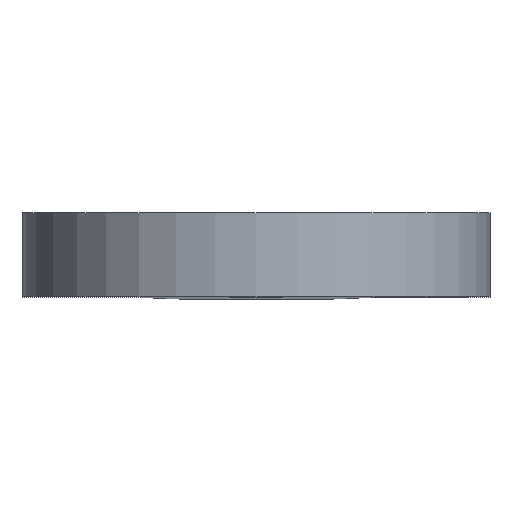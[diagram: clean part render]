
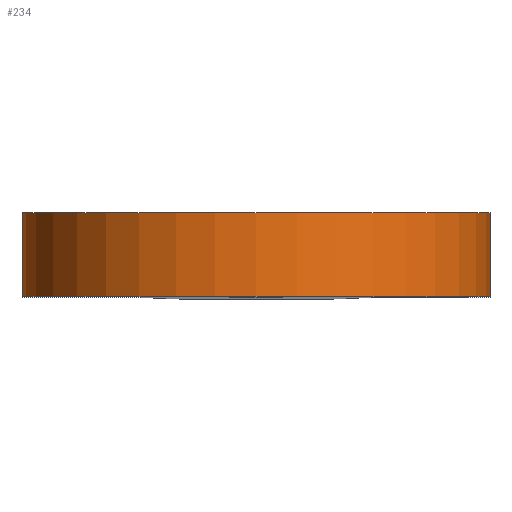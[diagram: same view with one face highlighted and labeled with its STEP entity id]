
A CAD part, top view. The second image highlights one B-rep face of the part: STEP entity #234.
In plain terms, the highlighted cylindrical face has radius 1.4 mm (diameter 2.8 mm), a partial arc.
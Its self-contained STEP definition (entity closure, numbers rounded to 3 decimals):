
#193=CARTESIAN_POINT('',(0.,0.25,3.1));
#194=DIRECTION('',(0.0,-1.0,0.0));
#195=DIRECTION('',(0.0,0.0,1.0));
#196=AXIS2_PLACEMENT_3D('',#193,#194,#195);
#197=CYLINDRICAL_SURFACE('',#196,1.4);
#198=CARTESIAN_POINT('',(-1.4,-0.25,3.1));
#199=VERTEX_POINT('',#198);
#200=CARTESIAN_POINT('',(1.4,-0.25,3.1));
#201=VERTEX_POINT('',#200);
#202=CARTESIAN_POINT('',(0.,-0.25,3.1));
#203=DIRECTION('',(0.0,1.0,0.0));
#204=DIRECTION('',(0.0,0.0,1.0));
#205=AXIS2_PLACEMENT_3D('',#202,#203,#204);
#206=CIRCLE('',#205,1.4);
#207=EDGE_CURVE('',#199,#201,#206,.T.);
#208=ORIENTED_EDGE('',*,*,#207,.T.);
#209=CARTESIAN_POINT('',(1.4,0.25,3.1));
#210=VERTEX_POINT('',#209);
#211=CARTESIAN_POINT('',(1.4,0.25,3.1));
#212=DIRECTION('',(0.0,-1.0,0.0));
#213=VECTOR('',#212,0.5);
#214=LINE('',#211,#213);
#215=EDGE_CURVE('',#210,#201,#214,.T.);
#216=ORIENTED_EDGE('',*,*,#215,.F.);
#217=CARTESIAN_POINT('',(-1.4,0.25,3.1));
#218=VERTEX_POINT('',#217);
#219=CARTESIAN_POINT('',(0.,0.25,3.1));
#220=DIRECTION('',(0.0,-1.0,0.0));
#221=DIRECTION('',(0.0,0.0,1.0));
#222=AXIS2_PLACEMENT_3D('',#219,#220,#221);
#223=CIRCLE('',#222,1.4);
#224=EDGE_CURVE('',#210,#218,#223,.T.);
#225=ORIENTED_EDGE('',*,*,#224,.T.);
#226=CARTESIAN_POINT('',(-1.4,0.25,3.1));
#227=DIRECTION('',(0.0,-1.0,0.0));
#228=VECTOR('',#227,0.5);
#229=LINE('',#226,#228);
#230=EDGE_CURVE('',#218,#199,#229,.T.);
#231=ORIENTED_EDGE('',*,*,#230,.T.);
#232=EDGE_LOOP('',(#208,#216,#225,#231));
#233=FACE_OUTER_BOUND('',#232,.T.);
#234=ADVANCED_FACE('',(#233),#197,.T.);
